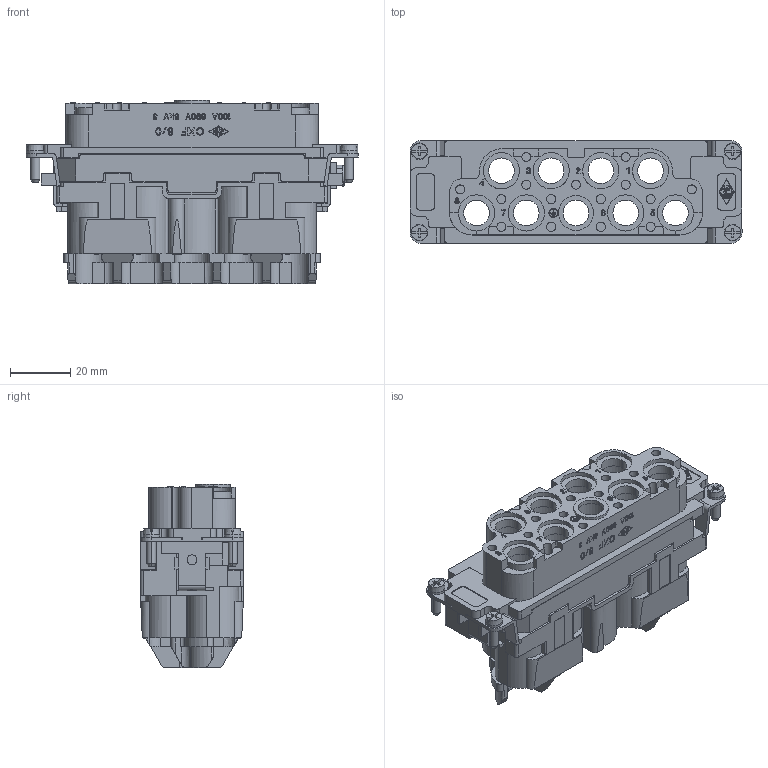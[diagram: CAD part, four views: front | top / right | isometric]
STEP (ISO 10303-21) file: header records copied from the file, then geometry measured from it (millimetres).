
FILE_DESCRIPTION(('Creo Elements/Direct Modeling STEP Export'),'2;1');
FILE_NAME('0ln7uvk5bn7bqg84764','2021-07-14T14:47:20',(''),(''),'Creo Elements/Direct Modeling STEP processor for AP214 (Solid Model)','Creo Elements/Direct Modeling 20.1B 02-Apr-2019 (C) Parametric Technology GmbH','');
FILE_SCHEMA(('AUTOMOTIVE_DESIGN { 1 0 10303 214 1 1 1 1 }'));
Products named in the file (2): CXF_8-0
Assembly tree (1 placements, depth 2):
  CXF_8-0
    CXF_8-0
Bounding box: 110.2 x 34 x 61 mm (x, y, z)
Volume: 75419.4 mm3; surface area: 45782.4 mm2
Topology: 1 solids, 1 shells, 1850 faces, 5974 edges, 4242 vertices
Faces by surface type: plane 1442, cylinder 364, cone 24, bspline 16, torus 4
Entity records: 84297 total; most frequent: CARTESIAN_POINT 16712, ORIENTED_EDGE 11948, DIRECTION 9804, EDGE_CURVE 5974, VECTOR 4902, LINE 4902, VERTEX_POINT 4242, AXIS2_PLACEMENT_3D 2451
